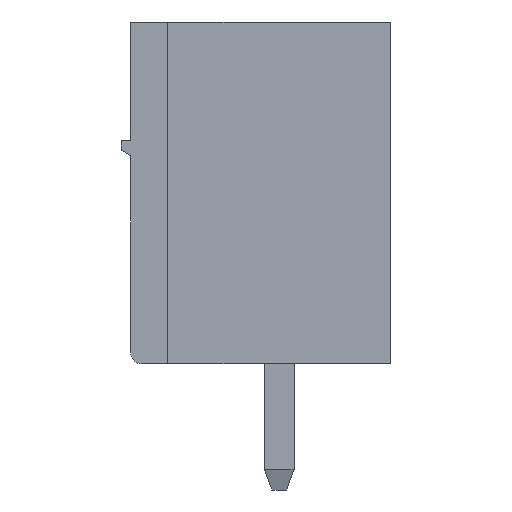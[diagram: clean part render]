
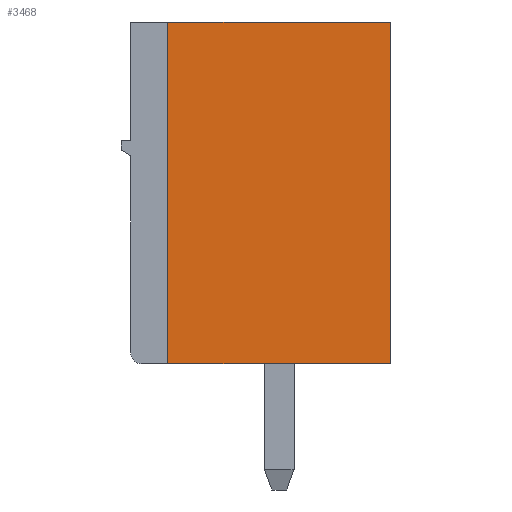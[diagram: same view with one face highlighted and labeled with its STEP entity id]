
A CAD part, left-side view. The second image highlights one B-rep face of the part: STEP entity #3468.
In plain terms, the highlighted planar face has unit normal (-1, 0, 0).
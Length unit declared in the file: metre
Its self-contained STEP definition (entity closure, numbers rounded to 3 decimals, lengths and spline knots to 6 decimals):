
#3468=ADVANCED_FACE('',(#7088),#7089,.F.);
#7088=FACE_OUTER_BOUND('',#10734,.T.);
#7089=PLANE('',#10735);
#10734=EDGE_LOOP('',(#21094,#21095,#21096,#21097));
#10735=AXIS2_PLACEMENT_3D('',#21098,#21099,#21100);
#21094=ORIENTED_EDGE('',*,*,#21891,.F.);
#21095=ORIENTED_EDGE('',*,*,#21458,.F.);
#21096=ORIENTED_EDGE('',*,*,#25441,.T.);
#21097=ORIENTED_EDGE('',*,*,#22009,.T.);
#21098=CARTESIAN_POINT('',(-1.091827,0.00386,0.000933));
#21099=DIRECTION('',(1.0,0.,0.));
#21100=DIRECTION('',(0.0,0.,1.0));
#21458=EDGE_CURVE('',#25603,#25598,#25605,.T.);
#21891=EDGE_CURVE('',#25598,#26469,#26470,.T.);
#22009=EDGE_CURVE('',#26673,#26469,#26674,.T.);
#25441=EDGE_CURVE('',#25603,#26673,#31429,.T.);
#25598=VERTEX_POINT('',#31628);
#25603=VERTEX_POINT('',#31636);
#25605=LINE('',#31639,#31640);
#26469=VERTEX_POINT('',#32869);
#26470=LINE('',#32870,#32871);
#26673=VERTEX_POINT('',#33187);
#26674=LINE('',#33188,#33189);
#31429=LINE('',#40180,#40181);
#31628=CARTESIAN_POINT('',(-1.091827,0.00386,0.000933));
#31636=CARTESIAN_POINT('',(-1.091827,0.00986,0.000933));
#31639=CARTESIAN_POINT('',(-1.091827,0.00386,0.000933));
#31640=VECTOR('',#40342,1.0);
#32869=CARTESIAN_POINT('',(-1.091827,0.00386,-0.008267));
#32870=CARTESIAN_POINT('',(-1.091827,0.00386,0.000933));
#32871=VECTOR('',#40906,1.0);
#33187=CARTESIAN_POINT('',(-1.091827,0.00986,-0.008267));
#33188=CARTESIAN_POINT('',(-1.091827,0.00386,-0.008267));
#33189=VECTOR('',#41029,1.0);
#40180=CARTESIAN_POINT('',(-1.091827,0.00986,0.000933));
#40181=VECTOR('',#43572,1.0);
#40342=DIRECTION('',(0.,-1.0,0.));
#40906=DIRECTION('',(0.,0.,-1.0));
#41029=DIRECTION('',(0.,-1.0,0.));
#43572=DIRECTION('',(0.,0.,-1.0));
